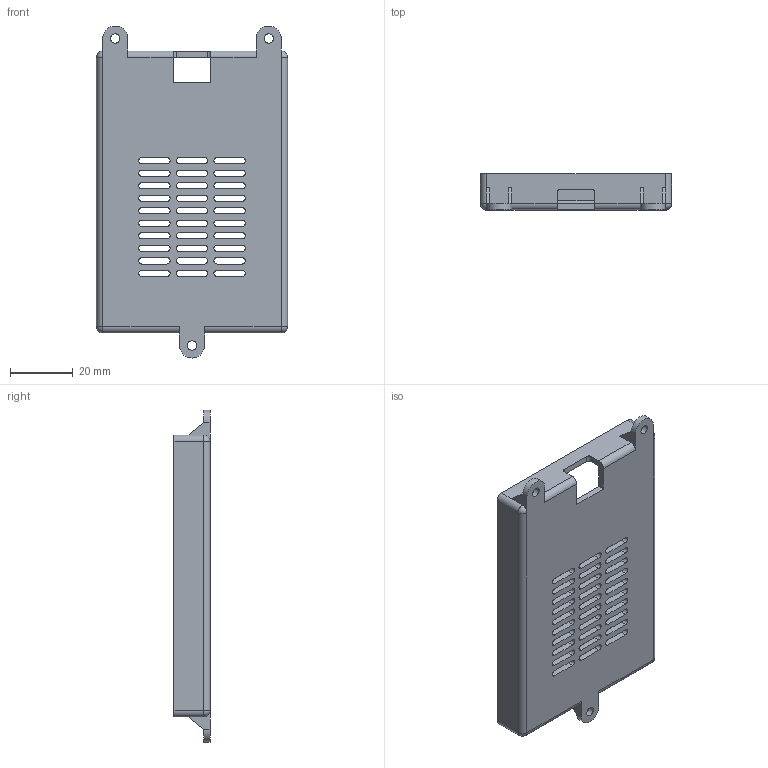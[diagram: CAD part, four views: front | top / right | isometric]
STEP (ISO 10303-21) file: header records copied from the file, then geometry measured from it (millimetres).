
FILE_DESCRIPTION(/* description */ (''),/* implementation_level */ '2;1');
FILE_NAME(/* name */ 'Bodem.stp',/* time_stamp */ '2017-02-21T10:56:20+01:00',/* author */ ('bartv'),/* organization */ (''),/* preprocessor_version */ 'ST-DEVELOPER v16.5',/* originating_system */ 'Autodesk Inventor 2017',/* authorisation */ '');
FILE_SCHEMA (('AUTOMOTIVE_DESIGN { 1 0 10303 214 3 1 1 }'));
Length unit declared in the file: millimetre
Products named in the file (1): Bodem
Bounding box: 61 x 11.5 x 106 mm (x, y, z)
Volume: 15038.5 mm3; surface area: 17221.1 mm2
Topology: 1 solids, 1 shells, 238 faces, 658 edges, 426 vertices
Faces by surface type: plane 130, cylinder 100, sphere 8
Full cylindrical faces by diameter (mm): 1.6 x2, 2.013 x4, 3 x3, 6 x4
Entity records: 7669 total; most frequent: DIRECTION 1325, CARTESIAN_POINT 1306, ORIENTED_EDGE 1286, EDGE_CURVE 643, AXIS2_PLACEMENT_3D 443, LINE 439, VECTOR 439, VERTEX_POINT 424
